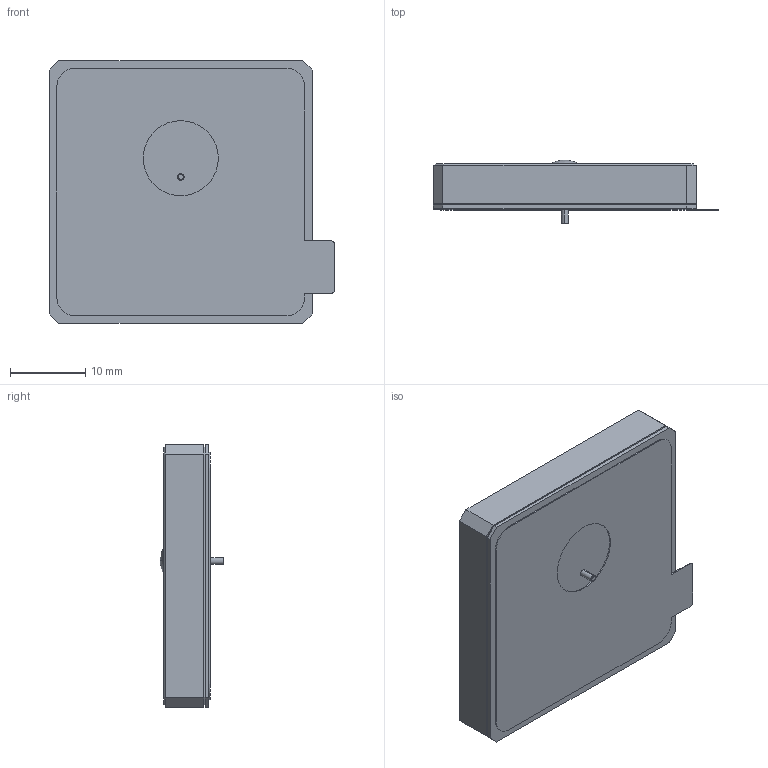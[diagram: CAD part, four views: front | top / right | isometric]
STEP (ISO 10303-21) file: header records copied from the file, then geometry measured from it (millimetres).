
FILE_DESCRIPTION (( 'STEP AP214' ), '1' );
FILE_NAME ('001518C050000A.STEP', '2018-07-26T01:20:35', ( '' ), ( '' ), 'SwSTEP 2.0', 'SolidWorks 2017', '' );
FILE_SCHEMA (( 'AUTOMOTIVE_DESIGN' ));
Length unit declared in the file: millimetre
Products named in the file (1): 001518C050000A
Bounding box: 38 x 8.5 x 35 mm (x, y, z)
Volume: 7481.7 mm3; surface area: 5443.2 mm2
Topology: 2 solids, 2 shells, 578 faces, 1421 edges, 930 vertices
Faces by surface type: plane 296, bspline 256, cylinder 22, cone 2, sphere 2
Entity records: 30275 total; most frequent: CARTESIAN_POINT 13213, ORIENTED_EDGE 2842, DIRECTION 1605, EDGE_CURVE 1421, VERTEX_POINT 930, VECTOR 859, LINE 859, EDGE_LOOP 663
